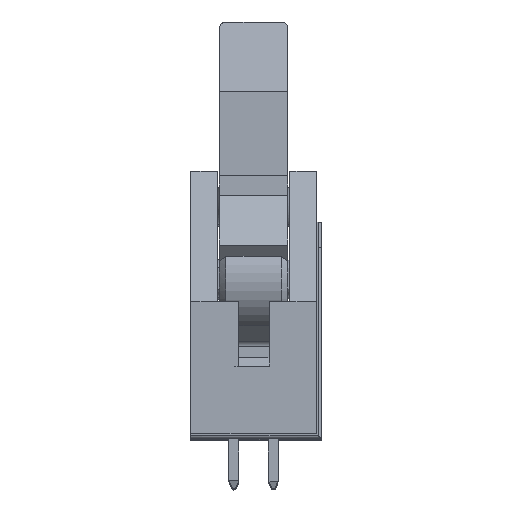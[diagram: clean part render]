
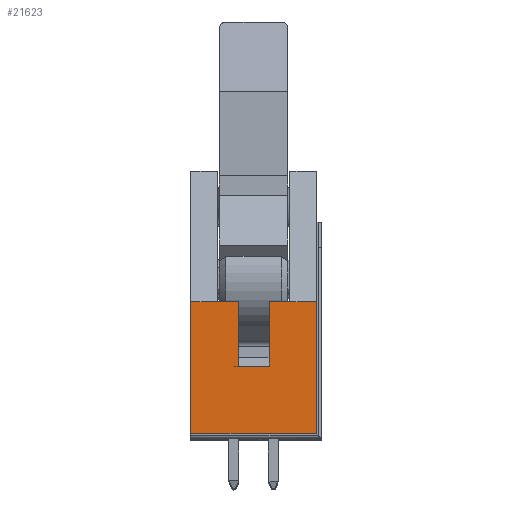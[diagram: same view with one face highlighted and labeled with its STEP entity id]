
A CAD part, top view. The second image highlights one B-rep face of the part: STEP entity #21623.
In plain terms, the highlighted planar face has unit normal (0, 0, 1).
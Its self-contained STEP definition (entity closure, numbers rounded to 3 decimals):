
#858=DIRECTION('',(0.,-1.,0.));
#859=VECTOR('',#858,4.14);
#860=CARTESIAN_POINT('',(-1.,1.24,82.8));
#861=LINE('474',#860,#859);
#862=DIRECTION('',(1.,0.,0.));
#863=VECTOR('',#862,2.);
#864=CARTESIAN_POINT('',(-1.,-2.9,82.8));
#865=LINE('475',#864,#863);
#866=DIRECTION('',(0.,-1.,0.));
#867=VECTOR('',#866,4.14);
#868=CARTESIAN_POINT('',(1.,1.24,82.8));
#869=LINE('476',#868,#867);
#870=DIRECTION('',(1.,0.,0.));
#871=VECTOR('',#870,1.325);
#872=CARTESIAN_POINT('',(1.,1.24,82.8));
#873=LINE('527',#872,#871);
#874=DIRECTION('',(1.,0.,0.));
#875=VECTOR('',#874,1.725);
#876=CARTESIAN_POINT('',(2.325,1.24,82.8));
#877=LINE('359',#876,#875);
#878=DIRECTION('',(0.,1.,0.));
#879=VECTOR('',#878,8.5);
#880=CARTESIAN_POINT('',(4.05,-7.26,82.8));
#881=LINE('121',#880,#879);
#882=DIRECTION('',(1.,0.,0.));
#883=VECTOR('',#882,8.1);
#884=CARTESIAN_POINT('',(-4.05,-7.26,82.8));
#885=LINE('34',#884,#883);
#886=DIRECTION('',(0.,-1.,0.));
#887=VECTOR('',#886,8.5);
#888=CARTESIAN_POINT('',(-4.05,1.24,82.8));
#889=LINE('120',#888,#887);
#890=DIRECTION('',(1.,0.,0.));
#891=VECTOR('',#890,1.725);
#892=CARTESIAN_POINT('',(-4.05,1.24,82.8));
#893=LINE('358',#892,#891);
#894=DIRECTION('',(1.,0.,0.));
#895=VECTOR('',#894,1.325);
#896=CARTESIAN_POINT('',(-2.325,1.24,82.8));
#897=LINE('526',#896,#895);
#15774=CARTESIAN_POINT('',(-4.05,-7.26,82.8));
#15775=CARTESIAN_POINT('',(4.05,-7.26,82.8));
#15776=VERTEX_POINT('',#15774);
#15777=VERTEX_POINT('',#15775);
#15778=CARTESIAN_POINT('',(-4.05,1.24,82.8));
#15780=VERTEX_POINT('',#15778);
#15812=CARTESIAN_POINT('',(4.05,1.24,82.8));
#15813=VERTEX_POINT('',#15812);
#15900=CARTESIAN_POINT('',(-2.325,1.24,82.8));
#15901=VERTEX_POINT('',#15900);
#15902=CARTESIAN_POINT('',(2.325,1.24,82.8));
#15903=VERTEX_POINT('',#15902);
#15926=CARTESIAN_POINT('',(-1.,1.24,82.8));
#15927=CARTESIAN_POINT('',(-1.,-2.9,82.8));
#15928=VERTEX_POINT('',#15926);
#15929=VERTEX_POINT('',#15927);
#15930=CARTESIAN_POINT('',(1.,-2.9,82.8));
#15931=VERTEX_POINT('',#15930);
#15932=CARTESIAN_POINT('',(1.,1.24,82.8));
#15933=VERTEX_POINT('',#15932);
#21599=CARTESIAN_POINT('',(0.,0.,82.8));
#21600=DIRECTION('',(0.,0.,1.));
#21601=DIRECTION('',(1.,0.,0.));
#21602=AXIS2_PLACEMENT_3D('',#21599,#21600,#21601);
#21603=PLANE('32',#21602);
#21605=ORIENTED_EDGE('474',*,*,#21604,.T.);
#21607=ORIENTED_EDGE('475',*,*,#21606,.T.);
#21609=ORIENTED_EDGE('476',*,*,#21608,.F.);
#21611=ORIENTED_EDGE('527',*,*,#21610,.T.);
#21612=ORIENTED_EDGE('359',*,*,#21592,.T.);
#21614=ORIENTED_EDGE('121',*,*,#21613,.F.);
#21616=ORIENTED_EDGE('34',*,*,#21615,.F.);
#21617=ORIENTED_EDGE('120',*,*,#21284,.F.);
#21618=ORIENTED_EDGE('358',*,*,#21578,.T.);
#21620=ORIENTED_EDGE('526',*,*,#21619,.T.);
#21621=EDGE_LOOP('32',(#21605,#21607,#21609,#21611,#21612,#21614,#21616,#21617,
#21618,#21620));
#21622=FACE_OUTER_BOUND('32',#21621,.F.);
#21623=ADVANCED_FACE('32',(#21622),#21603,.T.);
#21284=EDGE_CURVE('120',#15780,#15776,#889,.T.);
#21578=EDGE_CURVE('358',#15780,#15901,#893,.T.);
#21592=EDGE_CURVE('359',#15903,#15813,#877,.T.);
#21604=EDGE_CURVE('474',#15928,#15929,#861,.T.);
#21606=EDGE_CURVE('475',#15929,#15931,#865,.T.);
#21608=EDGE_CURVE('476',#15933,#15931,#869,.T.);
#21610=EDGE_CURVE('527',#15933,#15903,#873,.T.);
#21613=EDGE_CURVE('121',#15777,#15813,#881,.T.);
#21615=EDGE_CURVE('34',#15776,#15777,#885,.T.);
#21619=EDGE_CURVE('526',#15901,#15928,#897,.T.);
